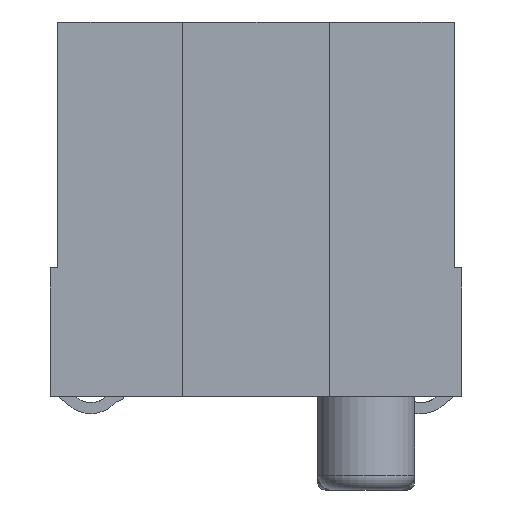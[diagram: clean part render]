
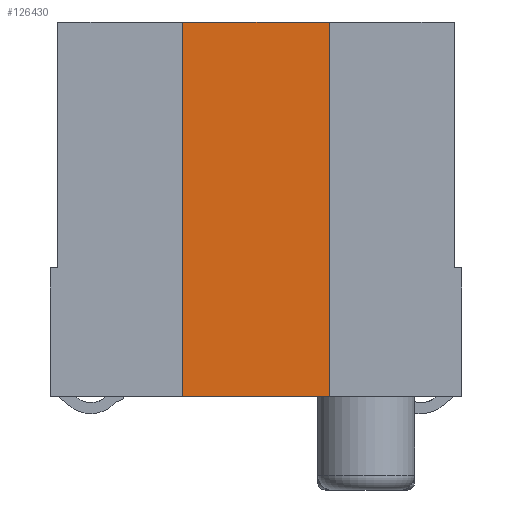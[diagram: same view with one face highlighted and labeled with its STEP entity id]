
A CAD part, left-side view. The second image highlights one B-rep face of the part: STEP entity #126430.
In plain terms, the highlighted face is planar.
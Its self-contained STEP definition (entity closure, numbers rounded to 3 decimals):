
#3350=CARTESIAN_POINT('',(34.9,0.,1.));
#3360=VERTEX_POINT('',#3350);
#3390=CARTESIAN_POINT('',(34.9,0.,1.));
#3400=DIRECTION('',(0.,0.,-1.));
#3410=VECTOR('',#3400,1.);
#3420=LINE('',#3390,#3410);
#3430=CARTESIAN_POINT('',(34.9,0.,-1.));
#3440=VERTEX_POINT('',#3430);
#3450=EDGE_CURVE('',#3360,#3440,#3420,.T.);
#114780=CARTESIAN_POINT('',(34.9,5.1,-1.));
#114790=VERTEX_POINT('',#114780);
#114820=CARTESIAN_POINT('',(34.9,5.1,1.));
#114830=DIRECTION('',(0.,0.,-1.));
#114840=VECTOR('',#114830,1.);
#114850=LINE('',#114820,#114840);
#114860=CARTESIAN_POINT('',(34.9,5.1,1.));
#114870=VERTEX_POINT('',#114860);
#114880=EDGE_CURVE('',#114870,#114790,#114850,.T.);
#126100=CARTESIAN_POINT('',(34.9,0.,1.));
#126110=DIRECTION('',(0.,1.,0.));
#126120=VECTOR('',#126110,1.);
#126130=LINE('',#126100,#126120);
#126140=EDGE_CURVE('',#3360,#114870,#126130,.T.);
#126270=CARTESIAN_POINT('',(34.9,5.1,-1.));
#126280=DIRECTION('',(1.,-0.,0.));
#126290=DIRECTION('',(0.,0.,-1.));
#126300=AXIS2_PLACEMENT_3D('',#126270,#126280,#126290);
#126310=PLANE('',#126300);
#126320=ORIENTED_EDGE('',*,*,#126140,.F.);
#126330=ORIENTED_EDGE('',*,*,#114880,.F.);
#126340=CARTESIAN_POINT('',(34.9,0.,-1.));
#126350=DIRECTION('',(0.,1.,0.));
#126360=VECTOR('',#126350,1.);
#126370=LINE('',#126340,#126360);
#126380=EDGE_CURVE('',#3440,#114790,#126370,.T.);
#126390=ORIENTED_EDGE('',*,*,#126380,.T.);
#126400=ORIENTED_EDGE('',*,*,#3450,.T.);
#126410=EDGE_LOOP('',(#126400,#126390,#126330,#126320));
#126420=FACE_OUTER_BOUND('',#126410,.T.);
#126430=ADVANCED_FACE('',(#126420),#126310,.T.);
